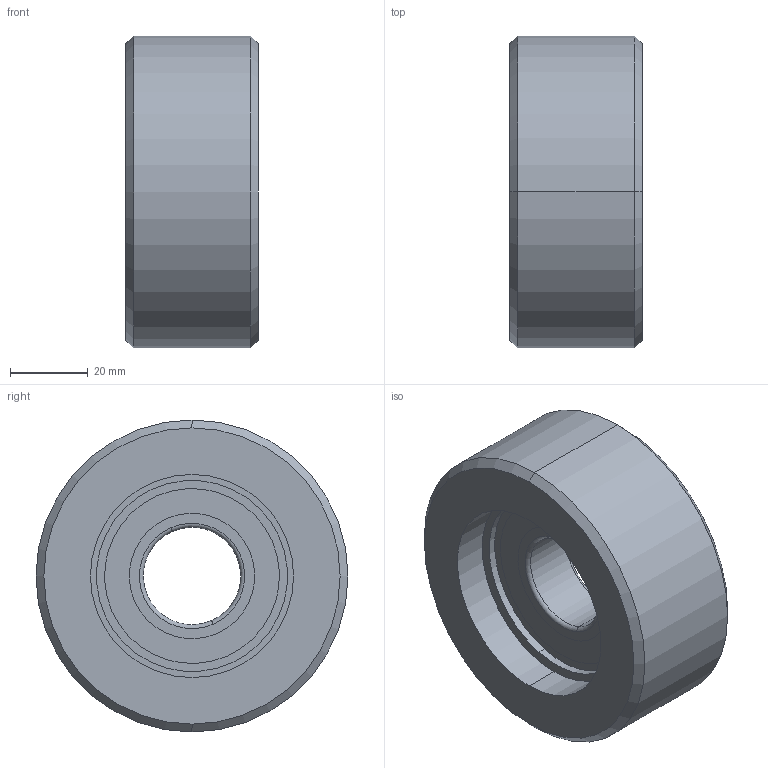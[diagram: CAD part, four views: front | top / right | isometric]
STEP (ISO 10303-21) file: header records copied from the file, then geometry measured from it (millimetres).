
FILE_DESCRIPTION (( 'STEP AP214' ), '1' );
FILE_NAME ('0035662.step', '2022-06-02T12:39:46', ( '' ), ( '' ), 'SwSTEP 2.0', 'SolidWorks 2020', '' );
FILE_SCHEMA (( 'AUTOMOTIVE_DESIGN' ));
Length unit declared in the file: millimetre
Products named in the file (1): 0035662
Bounding box: 34 x 80 x 80 mm (x, y, z)
Volume: 118804.4 mm3; surface area: 39572.2 mm2
Topology: 8 solids, 8 shells, 92 faces, 184 edges, 114 vertices
Faces by surface type: cylinder 48, plane 22, torus 18, cone 4
Entity records: 3573 total; most frequent: DIRECTION 502, CARTESIAN_POINT 391, ORIENTED_EDGE 368, AXIS2_PLACEMENT_3D 225, EDGE_CURVE 184, CIRCLE 132, VERTEX_POINT 114, EDGE_LOOP 114
